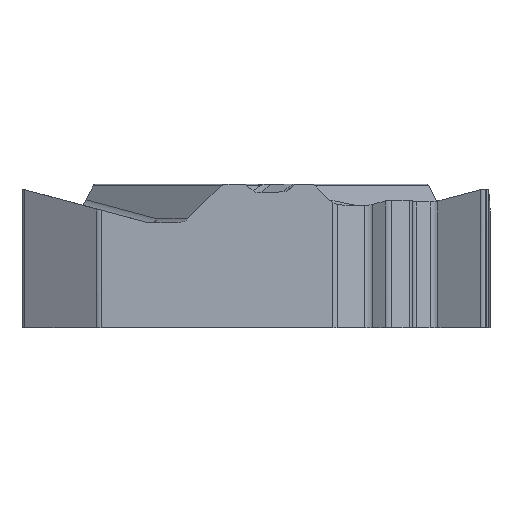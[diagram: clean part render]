
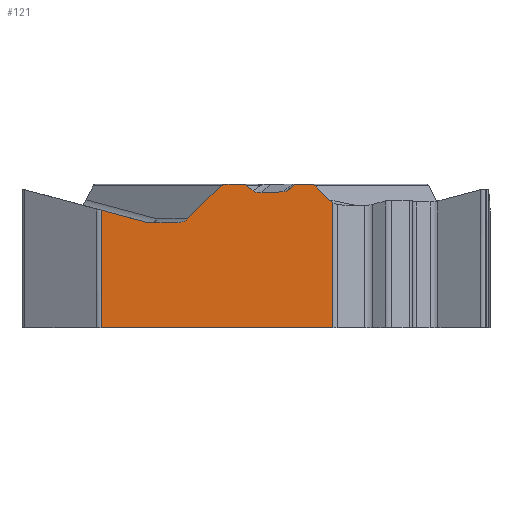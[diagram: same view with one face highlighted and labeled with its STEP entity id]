
A CAD part, left-side view. The second image highlights one B-rep face of the part: STEP entity #121.
In plain terms, the highlighted planar face has unit normal (-1, 0, 0).
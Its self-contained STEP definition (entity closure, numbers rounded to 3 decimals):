
#121=ADVANCED_FACE('',(#288),#241,.F.);
#241=PLANE('',#2292);
#288=FACE_OUTER_BOUND('',#402,.T.);
#402=EDGE_LOOP('',(#656,#657,#658,#659,#660,#661,#662,#663,#664,#665,#666,
#667,#668,#669,#670,#671,#672,#673,#674,#675,#676));
#528=CIRCLE('',#2291,0.5);
#590=ELLIPSE('',#2285,0.4,0.33);
#591=ELLIPSE('',#2286,0.17,0.15);
#592=ELLIPSE('',#2287,0.15,0.15);
#593=ELLIPSE('',#2288,0.167,0.15);
#594=ELLIPSE('',#2289,0.177,0.15);
#595=ELLIPSE('',#2290,0.389,0.33);
#656=ORIENTED_EDGE('',*,*,#1523,.T.);
#657=ORIENTED_EDGE('',*,*,#1524,.T.);
#658=ORIENTED_EDGE('',*,*,#1525,.T.);
#659=ORIENTED_EDGE('',*,*,#1526,.F.);
#660=ORIENTED_EDGE('',*,*,#1527,.F.);
#661=ORIENTED_EDGE('',*,*,#1528,.F.);
#662=ORIENTED_EDGE('',*,*,#1529,.F.);
#663=ORIENTED_EDGE('',*,*,#1530,.F.);
#664=ORIENTED_EDGE('',*,*,#1531,.F.);
#665=ORIENTED_EDGE('',*,*,#1532,.F.);
#666=ORIENTED_EDGE('',*,*,#1533,.F.);
#667=ORIENTED_EDGE('',*,*,#1534,.F.);
#668=ORIENTED_EDGE('',*,*,#1535,.F.);
#669=ORIENTED_EDGE('',*,*,#1536,.F.);
#670=ORIENTED_EDGE('',*,*,#1537,.F.);
#671=ORIENTED_EDGE('',*,*,#1538,.F.);
#672=ORIENTED_EDGE('',*,*,#1539,.T.);
#673=ORIENTED_EDGE('',*,*,#1540,.T.);
#674=ORIENTED_EDGE('',*,*,#1541,.T.);
#675=ORIENTED_EDGE('',*,*,#1542,.F.);
#676=ORIENTED_EDGE('',*,*,#1543,.T.);
#1310=VERTEX_POINT('',#3650);
#1311=VERTEX_POINT('',#3651);
#1312=VERTEX_POINT('',#3653);
#1313=VERTEX_POINT('',#3655);
#1314=VERTEX_POINT('',#3657);
#1315=VERTEX_POINT('',#3659);
#1316=VERTEX_POINT('',#3661);
#1317=VERTEX_POINT('',#3663);
#1318=VERTEX_POINT('',#3665);
#1319=VERTEX_POINT('',#3679);
#1320=VERTEX_POINT('',#3681);
#1321=VERTEX_POINT('',#3695);
#1322=VERTEX_POINT('',#3697);
#1323=VERTEX_POINT('',#3699);
#1324=VERTEX_POINT('',#3701);
#1325=VERTEX_POINT('',#3703);
#1326=VERTEX_POINT('',#3705);
#1327=VERTEX_POINT('',#3707);
#1328=VERTEX_POINT('',#3709);
#1329=VERTEX_POINT('',#3711);
#1330=VERTEX_POINT('',#3713);
#1523=EDGE_CURVE('',#1310,#1311,#1841,.T.);
#1524=EDGE_CURVE('',#1311,#1312,#1842,.T.);
#1525=EDGE_CURVE('',#1312,#1313,#590,.T.);
#1526=EDGE_CURVE('',#1314,#1313,#1843,.T.);
#1527=EDGE_CURVE('',#1315,#1314,#591,.T.);
#1528=EDGE_CURVE('',#1316,#1315,#1844,.T.);
#1529=EDGE_CURVE('',#1317,#1316,#592,.T.);
#1530=EDGE_CURVE('',#1318,#1317,#1845,.T.);
#1531=EDGE_CURVE('',#1319,#1318,#2219,.T.);
#1532=EDGE_CURVE('',#1320,#1319,#1846,.T.);
#1533=EDGE_CURVE('',#1321,#1320,#2220,.T.);
#1534=EDGE_CURVE('',#1322,#1321,#1847,.T.);
#1535=EDGE_CURVE('',#1323,#1322,#593,.T.);
#1536=EDGE_CURVE('',#1324,#1323,#1848,.T.);
#1537=EDGE_CURVE('',#1325,#1324,#594,.T.);
#1538=EDGE_CURVE('',#1326,#1325,#1849,.T.);
#1539=EDGE_CURVE('',#1326,#1327,#595,.T.);
#1540=EDGE_CURVE('',#1327,#1328,#1850,.T.);
#1541=EDGE_CURVE('',#1328,#1329,#528,.T.);
#1542=EDGE_CURVE('',#1330,#1329,#1851,.T.);
#1543=EDGE_CURVE('',#1330,#1310,#1852,.T.);
#1841=LINE('',#3649,#2028);
#1842=LINE('',#3652,#2029);
#1843=LINE('',#3656,#2030);
#1844=LINE('',#3660,#2031);
#1845=LINE('',#3664,#2032);
#1846=LINE('',#3680,#2033);
#1847=LINE('',#3696,#2034);
#1848=LINE('',#3700,#2035);
#1849=LINE('',#3704,#2036);
#1850=LINE('',#3708,#2037);
#1851=LINE('',#3712,#2038);
#1852=LINE('',#3714,#2039);
#2028=VECTOR('',#2520,1.);
#2029=VECTOR('',#2521,1.);
#2030=VECTOR('',#2524,1.);
#2031=VECTOR('',#2527,1.);
#2032=VECTOR('',#2530,1.);
#2033=VECTOR('',#2531,1.);
#2034=VECTOR('',#2532,1.);
#2035=VECTOR('',#2535,1.);
#2036=VECTOR('',#2538,1.);
#2037=VECTOR('',#2541,1.);
#2038=VECTOR('',#2544,1.);
#2039=VECTOR('',#2545,1.);
#2219=B_SPLINE_CURVE_WITH_KNOTS('',3,(#3666,#3667,#3668,#3669,#3670,#3671,
#3672,#3673,#3674,#3675,#3676,#3677,#3678),.UNSPECIFIED.,.F.,.F.,(4,3,3,
3,4),(0.,0.249,0.498,0.746,1.),
 .UNSPECIFIED.);
#2220=B_SPLINE_CURVE_WITH_KNOTS('',3,(#3682,#3683,#3684,#3685,#3686,#3687,
#3688,#3689,#3690,#3691,#3692,#3693,#3694),.UNSPECIFIED.,.F.,.F.,(4,3,3,
3,4),(0.,0.234,0.468,0.701,1.),
 .UNSPECIFIED.);
#2285=AXIS2_PLACEMENT_3D('',#3654,#2522,#2523);
#2286=AXIS2_PLACEMENT_3D('',#3658,#2525,#2526);
#2287=AXIS2_PLACEMENT_3D('',#3662,#2528,#2529);
#2288=AXIS2_PLACEMENT_3D('',#3698,#2533,#2534);
#2289=AXIS2_PLACEMENT_3D('',#3702,#2536,#2537);
#2290=AXIS2_PLACEMENT_3D('',#3706,#2539,#2540);
#2291=AXIS2_PLACEMENT_3D('',#3710,#2542,#2543);
#2292=AXIS2_PLACEMENT_3D('',#3715,#2546,#2547);
#2520=DIRECTION('',(0.,-1.,0.));
#2521=DIRECTION('',(0.,0.,1.));
#2522=DIRECTION('',(1.,0.,0.));
#2523=DIRECTION('',(0.,-0.978,-0.207));
#2524=DIRECTION('',(0.,-0.702,-0.713));
#2525=DIRECTION('',(1.,0.,0.));
#2526=DIRECTION('',(0.,1.,0.));
#2527=DIRECTION('',(0.,-1.,0.));
#2528=DIRECTION('',(1.,0.,0.));
#2529=DIRECTION('',(0.,-1.,0.));
#2530=DIRECTION('',(0.,-0.759,0.651));
#2531=DIRECTION('',(0.,-0.999,0.043));
#2532=DIRECTION('',(0.,-0.792,-0.611));
#2533=DIRECTION('',(1.,0.,0.));
#2534=DIRECTION('',(0.,1.,0.));
#2535=DIRECTION('',(0.,-1.,0.));
#2536=DIRECTION('',(1.,0.,0.));
#2537=DIRECTION('',(0.,1.,0.));
#2538=DIRECTION('',(0.,-0.716,0.698));
#2539=DIRECTION('',(1.,0.,0.));
#2540=DIRECTION('',(0.,-1.,0.));
#2541=DIRECTION('',(0.,1.,0.));
#2542=DIRECTION('',(1.,0.,0.));
#2543=DIRECTION('',(0.,0.,-1.));
#2544=DIRECTION('',(0.,-0.966,-0.259));
#2545=DIRECTION('',(0.,0.,-1.));
#2546=DIRECTION('',(1.,0.,0.));
#2547=DIRECTION('',(0.,0.,-1.));
#3649=CARTESIAN_POINT('',(-4.763,-3.173,-3.97));
#3650=CARTESIAN_POINT('',(-4.763,4.64,-3.97));
#3651=CARTESIAN_POINT('',(-4.763,-1.987,-3.97));
#3652=CARTESIAN_POINT('',(-4.763,-1.987,3.14));
#3653=CARTESIAN_POINT('',(-4.763,-1.987,-0.392));
#3654=CARTESIAN_POINT('',(-4.763,-2.174,-0.111));
#3655=CARTESIAN_POINT('',(-4.763,-1.875,-0.311));
#3656=CARTESIAN_POINT('',(-4.763,0.765,2.371));
#3657=CARTESIAN_POINT('',(-4.763,-1.483,0.088));
#3658=CARTESIAN_POINT('',(-4.763,-1.354,-0.01));
#3659=CARTESIAN_POINT('',(-4.763,-1.354,0.14));
#3660=CARTESIAN_POINT('',(-4.763,3.173,0.14));
#3661=CARTESIAN_POINT('',(-4.763,-0.971,0.14));
#3662=CARTESIAN_POINT('',(-4.763,-0.971,-0.01));
#3663=CARTESIAN_POINT('',(-4.763,-0.873,0.104));
#3664=CARTESIAN_POINT('',(-4.763,1.511,-1.939));
#3665=CARTESIAN_POINT('',(-4.763,-0.748,-0.003));
#3666=CARTESIAN_POINT('',(-4.763,-0.55,-0.082));
#3667=CARTESIAN_POINT('',(-4.763,-0.568,-0.081));
#3668=CARTESIAN_POINT('',(-4.763,-0.586,-0.078));
#3669=CARTESIAN_POINT('',(-4.763,-0.603,-0.075));
#3670=CARTESIAN_POINT('',(-4.763,-0.621,-0.071));
#3671=CARTESIAN_POINT('',(-4.763,-0.638,-0.066));
#3672=CARTESIAN_POINT('',(-4.763,-0.655,-0.059));
#3673=CARTESIAN_POINT('',(-4.763,-0.672,-0.052));
#3674=CARTESIAN_POINT('',(-4.763,-0.688,-0.044));
#3675=CARTESIAN_POINT('',(-4.763,-0.703,-0.035));
#3676=CARTESIAN_POINT('',(-4.763,-0.719,-0.026));
#3677=CARTESIAN_POINT('',(-4.763,-0.734,-0.015));
#3678=CARTESIAN_POINT('',(-4.763,-0.748,-0.003));
#3679=CARTESIAN_POINT('',(-4.763,-0.55,-0.082));
#3680=CARTESIAN_POINT('',(-4.763,-3.172,0.03));
#3681=CARTESIAN_POINT('',(-4.763,0.098,-0.109));
#3682=CARTESIAN_POINT('',(-4.763,0.297,-0.047));
#3683=CARTESIAN_POINT('',(-4.763,0.284,-0.058));
#3684=CARTESIAN_POINT('',(-4.763,0.269,-0.067));
#3685=CARTESIAN_POINT('',(-4.763,0.255,-0.074));
#3686=CARTESIAN_POINT('',(-4.763,0.24,-0.082));
#3687=CARTESIAN_POINT('',(-4.763,0.225,-0.089));
#3688=CARTESIAN_POINT('',(-4.763,0.209,-0.094));
#3689=CARTESIAN_POINT('',(-4.763,0.194,-0.099));
#3690=CARTESIAN_POINT('',(-4.763,0.177,-0.103));
#3691=CARTESIAN_POINT('',(-4.763,0.161,-0.106));
#3692=CARTESIAN_POINT('',(-4.763,0.14,-0.109));
#3693=CARTESIAN_POINT('',(-4.763,0.119,-0.11));
#3694=CARTESIAN_POINT('',(-4.763,0.098,-0.109));
#3695=CARTESIAN_POINT('',(-4.763,0.297,-0.047));
#3696=CARTESIAN_POINT('',(-4.763,-1.855,-1.708));
#3697=CARTESIAN_POINT('',(-4.763,0.493,0.104));
#3698=CARTESIAN_POINT('',(-4.763,0.601,-0.01));
#3699=CARTESIAN_POINT('',(-4.763,0.601,0.14));
#3700=CARTESIAN_POINT('',(-4.763,-3.173,0.14));
#3701=CARTESIAN_POINT('',(-4.763,1.071,0.14));
#3702=CARTESIAN_POINT('',(-4.763,1.071,-0.01));
#3703=CARTESIAN_POINT('',(-4.763,1.204,0.088));
#3704=CARTESIAN_POINT('',(-4.763,-0.994,2.233));
#3705=CARTESIAN_POINT('',(-4.763,2.173,-0.856));
#3706=CARTESIAN_POINT('',(-4.763,2.466,-0.64));
#3707=CARTESIAN_POINT('',(-4.763,2.466,-0.97));
#3708=CARTESIAN_POINT('',(-4.763,-3.173,-0.97));
#3709=CARTESIAN_POINT('',(-4.763,3.214,-0.97));
#3710=CARTESIAN_POINT('',(-4.763,3.214,-0.47));
#3711=CARTESIAN_POINT('',(-4.763,3.343,-0.953));
#3712=CARTESIAN_POINT('',(-4.763,-2.498,-2.518));
#3713=CARTESIAN_POINT('',(-4.763,4.64,-0.605));
#3714=CARTESIAN_POINT('',(-4.763,4.64,-5.47));
#3715=CARTESIAN_POINT('',(-4.763,-3.173,0.));
